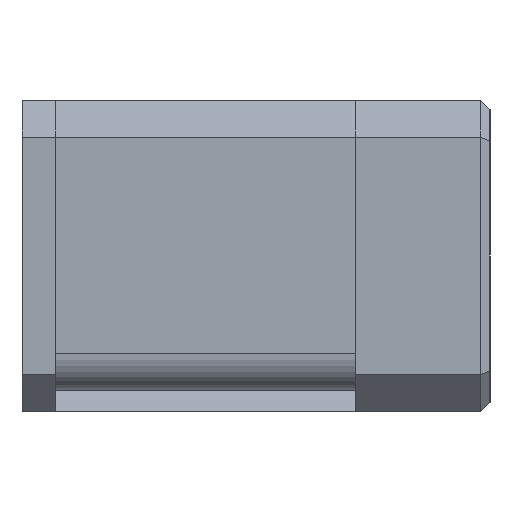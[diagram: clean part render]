
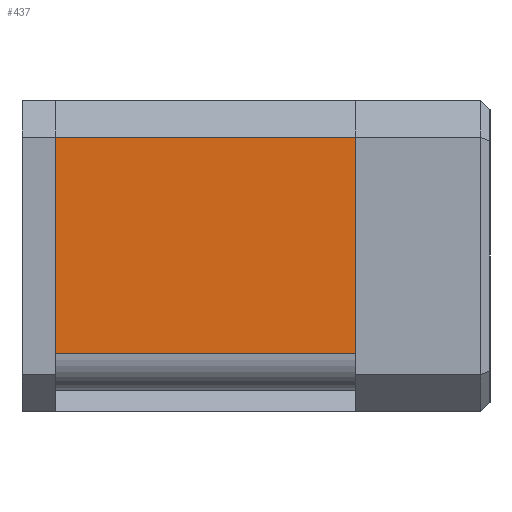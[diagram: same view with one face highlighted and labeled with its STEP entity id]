
A CAD part, left-side view. The second image highlights one B-rep face of the part: STEP entity #437.
In plain terms, the highlighted planar face has unit normal (-1, 0, 0).
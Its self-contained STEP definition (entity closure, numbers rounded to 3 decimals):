
#437=ADVANCED_FACE('',(#619),#544,.T.);
#544=PLANE('',#2162);
#619=FACE_OUTER_BOUND('',#720,.T.);
#720=EDGE_LOOP('',(#1126,#1127,#1128,#1129));
#1126=ORIENTED_EDGE('',*,*,#1665,.T.);
#1127=ORIENTED_EDGE('',*,*,#1666,.T.);
#1128=ORIENTED_EDGE('',*,*,#1667,.F.);
#1129=ORIENTED_EDGE('',*,*,#1668,.T.);
#1464=VERTEX_POINT('',#3091);
#1465=VERTEX_POINT('',#3092);
#1466=VERTEX_POINT('',#3094);
#1467=VERTEX_POINT('',#3096);
#1665=EDGE_CURVE('',#1464,#1465,#1869,.T.);
#1666=EDGE_CURVE('',#1465,#1466,#1870,.T.);
#1667=EDGE_CURVE('',#1467,#1466,#1871,.T.);
#1668=EDGE_CURVE('',#1467,#1464,#1872,.T.);
#1869=LINE('',#3090,#2016);
#1870=LINE('',#3093,#2017);
#1871=LINE('',#3095,#2018);
#1872=LINE('',#3097,#2019);
#2016=VECTOR('',#2517,1.);
#2017=VECTOR('',#2518,1.);
#2018=VECTOR('',#2519,1.);
#2019=VECTOR('',#2520,1.);
#2162=AXIS2_PLACEMENT_3D('',#3098,#2521,#2522);
#2517=DIRECTION('',(0.,0.,-1.));
#2518=DIRECTION('',(0.,-1.,0.));
#2519=DIRECTION('',(0.,0.,-1.));
#2520=DIRECTION('',(0.,1.,0.));
#2521=DIRECTION('',(-1.,0.,0.));
#2522=DIRECTION('',(0.,0.,1.));
#3090=CARTESIAN_POINT('',(0.,0.,8.45));
#3091=CARTESIAN_POINT('',(0.,0.,7.45));
#3092=CARTESIAN_POINT('',(0.,0.,1.586));
#3093=CARTESIAN_POINT('',(0.,-8.15,1.586));
#3094=CARTESIAN_POINT('',(0.,-8.15,1.586));
#3095=CARTESIAN_POINT('',(0.,-8.15,8.45));
#3096=CARTESIAN_POINT('',(0.,-8.15,7.45));
#3097=CARTESIAN_POINT('',(0.,0.45,7.45));
#3098=CARTESIAN_POINT('',(0.,0.45,0.));
